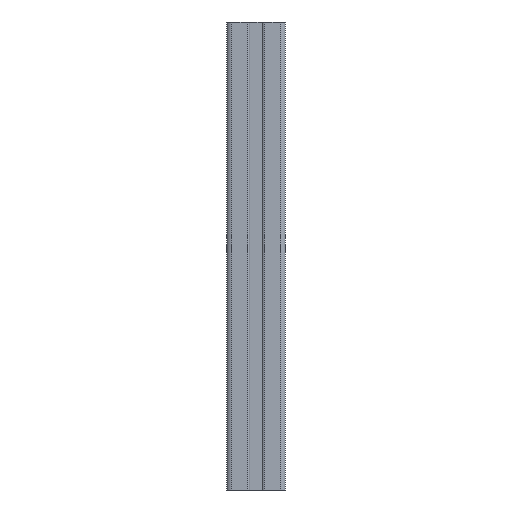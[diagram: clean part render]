
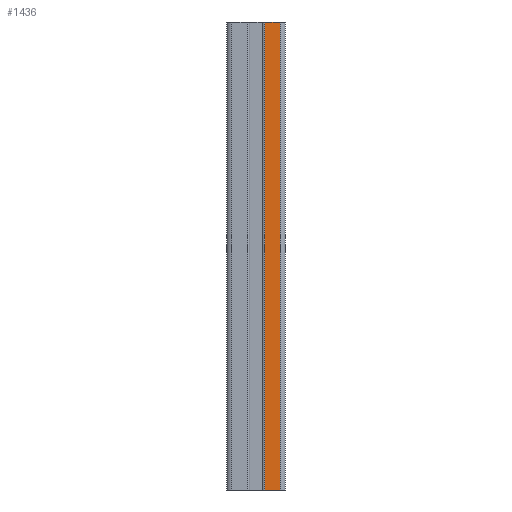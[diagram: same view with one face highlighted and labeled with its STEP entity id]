
A CAD part, front view. The second image highlights one B-rep face of the part: STEP entity #1436.
In plain terms, the highlighted planar face has unit normal (0, -1, 0).
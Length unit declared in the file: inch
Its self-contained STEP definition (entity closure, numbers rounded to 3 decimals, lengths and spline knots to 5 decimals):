
#1211 = CARTESIAN_POINT ( 'NONE',  ( -1.71143, -0.75, -12. ) ) ;
#1212 = DIRECTION ( 'NONE',  ( 0., 0., 1. ) ) ;
#1436 = ADVANCED_FACE ( 'NONE', ( #5396 ), #2854, .T. ) ;
#1762 = LINE ( 'NONE', #2348, #6853 ) ;
#1766 = LINE ( 'NONE', #2359, #6859 ) ;
#1833 = LINE ( 'NONE', #6332, #2671 ) ;
#1862 = LINE ( 'NONE', #1211, #6394 ) ;
#2211 = AXIS2_PLACEMENT_3D ( 'NONE', #2875, #2872, #2887 ) ;
#2348 = CARTESIAN_POINT ( 'NONE',  ( -2.11497, -0.75, 0. ) ) ;
#2349 = DIRECTION ( 'NONE',  ( 1., 0., 0. ) ) ;
#2359 = CARTESIAN_POINT ( 'NONE',  ( -2.11497, -0.75, -12. ) ) ;
#2360 = DIRECTION ( 'NONE',  ( 1., 0., 0. ) ) ;
#2671 = VECTOR ( 'NONE', #6333, 39.37008 ) ;
#2854 = PLANE ( 'NONE',  #2211 ) ;
#2872 = DIRECTION ( 'NONE',  ( 0., -1., 0. ) ) ;
#2875 = CARTESIAN_POINT ( 'NONE',  ( -2.11497, -0.75, -12. ) ) ;
#2887 = DIRECTION ( 'NONE',  ( 1., 0., 0. ) ) ;
#4143 = ORIENTED_EDGE ( 'NONE', *, *, #4311, .F. ) ;
#4148 = ORIENTED_EDGE ( 'NONE', *, *, #4415, .T. ) ;
#4152 = ORIENTED_EDGE ( 'NONE', *, *, #4316, .T. ) ;
#4311 = EDGE_CURVE ( 'NONE', #5722, #5735, #1762, .T. ) ;
#4316 = EDGE_CURVE ( 'NONE', #5702, #5699, #1766, .T. ) ;
#4386 = EDGE_CURVE ( 'NONE', #5702, #5722, #1833, .T. ) ;
#4415 = EDGE_CURVE ( 'NONE', #5699, #5735, #1862, .T. ) ;
#4643 = CARTESIAN_POINT ( 'NONE',  ( -1.71143, -0.75, -12. ) ) ;
#4646 = CARTESIAN_POINT ( 'NONE',  ( -2.11497, -0.75, -12. ) ) ;
#4666 = CARTESIAN_POINT ( 'NONE',  ( -2.11497, -0.75, 0. ) ) ;
#4679 = CARTESIAN_POINT ( 'NONE',  ( -1.71143, -0.75, 0. ) ) ;
#5396 = FACE_OUTER_BOUND ( 'NONE', #6728, .T. ) ;
#5475 = ORIENTED_EDGE ( 'NONE', *, *, #4386, .F. ) ;
#5699 = VERTEX_POINT ( 'NONE', #4643 ) ;
#5702 = VERTEX_POINT ( 'NONE', #4646 ) ;
#5722 = VERTEX_POINT ( 'NONE', #4666 ) ;
#5735 = VERTEX_POINT ( 'NONE', #4679 ) ;
#6332 = CARTESIAN_POINT ( 'NONE',  ( -2.11497, -0.75, -12. ) ) ;
#6333 = DIRECTION ( 'NONE',  ( 0., 0., 1. ) ) ;
#6394 = VECTOR ( 'NONE', #1212, 39.37008 ) ;
#6728 = EDGE_LOOP ( 'NONE', ( #4143, #5475, #4152, #4148 ) ) ;
#6853 = VECTOR ( 'NONE', #2349, 39.37008 ) ;
#6859 = VECTOR ( 'NONE', #2360, 39.37008 ) ;
